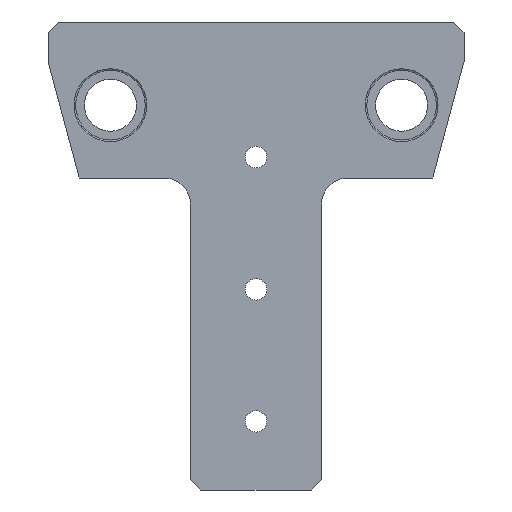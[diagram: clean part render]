
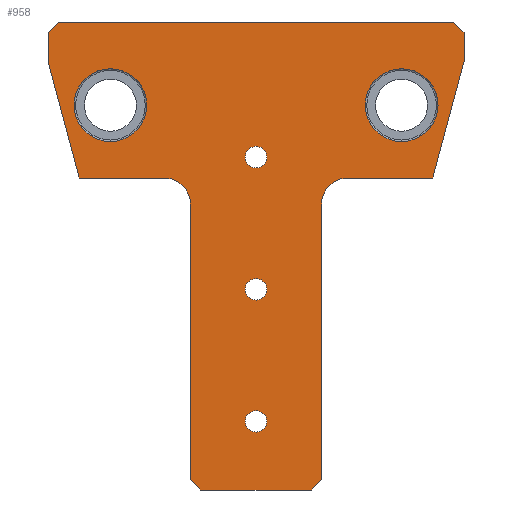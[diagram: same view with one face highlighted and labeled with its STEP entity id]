
A CAD part, front view. The second image highlights one B-rep face of the part: STEP entity #958.
In plain terms, the highlighted planar face has unit normal (0, -1, 0).
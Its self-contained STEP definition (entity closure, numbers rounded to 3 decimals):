
#29=CIRCLE('',#1005,7.);
#30=CIRCLE('',#1006,7.);
#31=CIRCLE('',#1007,2.067);
#32=CIRCLE('',#1008,2.067);
#33=CIRCLE('',#1009,2.067);
#34=CIRCLE('',#1010,5.);
#35=CIRCLE('',#1011,5.);
#103=ORIENTED_EDGE('',*,*,#269,.T.);
#104=ORIENTED_EDGE('',*,*,#270,.T.);
#105=ORIENTED_EDGE('',*,*,#271,.T.);
#106=ORIENTED_EDGE('',*,*,#272,.T.);
#107=ORIENTED_EDGE('',*,*,#273,.T.);
#108=ORIENTED_EDGE('',*,*,#259,.F.);
#109=ORIENTED_EDGE('',*,*,#274,.T.);
#110=ORIENTED_EDGE('',*,*,#254,.F.);
#111=ORIENTED_EDGE('',*,*,#252,.F.);
#112=ORIENTED_EDGE('',*,*,#249,.F.);
#113=ORIENTED_EDGE('',*,*,#275,.T.);
#114=ORIENTED_EDGE('',*,*,#243,.F.);
#115=ORIENTED_EDGE('',*,*,#276,.T.);
#116=ORIENTED_EDGE('',*,*,#237,.F.);
#117=ORIENTED_EDGE('',*,*,#277,.T.);
#118=ORIENTED_EDGE('',*,*,#231,.F.);
#119=ORIENTED_EDGE('',*,*,#278,.T.);
#120=ORIENTED_EDGE('',*,*,#227,.F.);
#121=ORIENTED_EDGE('',*,*,#268,.F.);
#122=ORIENTED_EDGE('',*,*,#265,.F.);
#123=ORIENTED_EDGE('',*,*,#279,.T.);
#227=EDGE_CURVE('',#313,#314,#377,.T.);
#231=EDGE_CURVE('',#317,#318,#381,.T.);
#237=EDGE_CURVE('',#323,#324,#387,.T.);
#243=EDGE_CURVE('',#329,#330,#393,.T.);
#249=EDGE_CURVE('',#335,#336,#399,.T.);
#252=EDGE_CURVE('',#336,#338,#402,.T.);
#254=EDGE_CURVE('',#338,#339,#404,.T.);
#259=EDGE_CURVE('',#342,#343,#409,.T.);
#265=EDGE_CURVE('',#347,#348,#415,.T.);
#268=EDGE_CURVE('',#348,#313,#418,.T.);
#269=EDGE_CURVE('',#349,#349,#29,.T.);
#270=EDGE_CURVE('',#350,#350,#30,.T.);
#271=EDGE_CURVE('',#351,#351,#31,.T.);
#272=EDGE_CURVE('',#352,#352,#32,.T.);
#273=EDGE_CURVE('',#353,#353,#33,.T.);
#274=EDGE_CURVE('',#342,#339,#419,.F.);
#275=EDGE_CURVE('',#335,#330,#34,.F.);
#276=EDGE_CURVE('',#329,#324,#420,.F.);
#277=EDGE_CURVE('',#323,#318,#421,.F.);
#278=EDGE_CURVE('',#317,#314,#35,.F.);
#279=EDGE_CURVE('',#347,#343,#422,.F.);
#313=VERTEX_POINT('',#1263);
#314=VERTEX_POINT('',#1264);
#317=VERTEX_POINT('',#1272);
#318=VERTEX_POINT('',#1273);
#323=VERTEX_POINT('',#1285);
#324=VERTEX_POINT('',#1286);
#329=VERTEX_POINT('',#1297);
#330=VERTEX_POINT('',#1299);
#335=VERTEX_POINT('',#1310);
#336=VERTEX_POINT('',#1312);
#338=VERTEX_POINT('',#1318);
#339=VERTEX_POINT('',#1322);
#342=VERTEX_POINT('',#1330);
#343=VERTEX_POINT('',#1332);
#347=VERTEX_POINT('',#1342);
#348=VERTEX_POINT('',#1344);
#349=VERTEX_POINT('',#1351);
#350=VERTEX_POINT('',#1353);
#351=VERTEX_POINT('',#1355);
#352=VERTEX_POINT('',#1357);
#353=VERTEX_POINT('',#1359);
#377=LINE('',#1262,#437);
#381=LINE('',#1271,#441);
#387=LINE('',#1284,#447);
#393=LINE('',#1298,#453);
#399=LINE('',#1311,#459);
#402=LINE('',#1317,#462);
#404=LINE('',#1321,#464);
#409=LINE('',#1331,#469);
#415=LINE('',#1343,#475);
#418=LINE('',#1348,#478);
#419=LINE('',#1360,#479);
#420=LINE('',#1362,#480);
#421=LINE('',#1363,#481);
#422=LINE('',#1365,#482);
#437=VECTOR('',#1066,1000.);
#441=VECTOR('',#1072,1000.);
#447=VECTOR('',#1080,1000.);
#453=VECTOR('',#1088,1000.);
#459=VECTOR('',#1096,1000.);
#462=VECTOR('',#1101,1000.);
#464=VECTOR('',#1105,1000.);
#469=VECTOR('',#1112,1000.);
#475=VECTOR('',#1120,1000.);
#478=VECTOR('',#1125,1000.);
#479=VECTOR('',#1138,1000.);
#480=VECTOR('',#1141,1000.);
#481=VECTOR('',#1142,1000.);
#482=VECTOR('',#1145,1000.);
#507=EDGE_LOOP('',(#103));
#508=EDGE_LOOP('',(#104));
#509=EDGE_LOOP('',(#105));
#510=EDGE_LOOP('',(#106));
#511=EDGE_LOOP('',(#107));
#512=EDGE_LOOP('',(#108,#109,#110,#111,#112,#113,#114,#115,#116,#117,#118,
#119,#120,#121,#122,#123));
#575=FACE_BOUND('',#507,.T.);
#576=FACE_BOUND('',#508,.T.);
#577=FACE_BOUND('',#509,.T.);
#578=FACE_BOUND('',#510,.T.);
#579=FACE_BOUND('',#511,.T.);
#580=FACE_BOUND('',#512,.T.);
#643=PLANE('',#1004);
#958=ADVANCED_FACE('',(#575,#576,#577,#578,#579,#580),#643,.T.);
#1004=AXIS2_PLACEMENT_3D('',#1349,#1126,#1127);
#1005=AXIS2_PLACEMENT_3D('',#1350,#1128,#1129);
#1006=AXIS2_PLACEMENT_3D('',#1352,#1130,#1131);
#1007=AXIS2_PLACEMENT_3D('',#1354,#1132,#1133);
#1008=AXIS2_PLACEMENT_3D('',#1356,#1134,#1135);
#1009=AXIS2_PLACEMENT_3D('',#1358,#1136,#1137);
#1010=AXIS2_PLACEMENT_3D('',#1361,#1139,#1140);
#1011=AXIS2_PLACEMENT_3D('',#1364,#1143,#1144);
#1066=DIRECTION('',(-1.,0.,0.));
#1072=DIRECTION('',(0.,0.,-1.));
#1080=DIRECTION('',(-1.,0.,0.));
#1088=DIRECTION('',(0.,0.,1.));
#1096=DIRECTION('',(-1.,0.,0.));
#1101=DIRECTION('',(-0.259,0.,0.966));
#1105=DIRECTION('',(0.,0.,1.));
#1112=DIRECTION('',(1.,0.,0.));
#1120=DIRECTION('',(0.,0.,-1.));
#1125=DIRECTION('',(-0.259,0.,-0.966));
#1126=DIRECTION('',(0.,-1.,0.));
#1127=DIRECTION('',(0.,0.,-1.));
#1128=DIRECTION('',(0.,1.,0.));
#1129=DIRECTION('',(-1.,0.,0.));
#1130=DIRECTION('',(0.,1.,0.));
#1131=DIRECTION('',(1.,0.,0.));
#1132=DIRECTION('',(0.,1.,0.));
#1133=DIRECTION('',(0.,0.,-1.));
#1134=DIRECTION('',(0.,1.,0.));
#1135=DIRECTION('',(0.,0.,-1.));
#1136=DIRECTION('',(0.,1.,0.));
#1137=DIRECTION('',(0.,0.,-1.));
#1138=DIRECTION('',(0.707,0.,0.707));
#1139=DIRECTION('',(0.,-1.,0.));
#1140=DIRECTION('',(0.,0.,-1.));
#1141=DIRECTION('',(-0.707,0.,0.707));
#1142=DIRECTION('',(-0.707,0.,-0.707));
#1143=DIRECTION('',(0.,-1.,0.));
#1144=DIRECTION('',(0.,0.,-1.));
#1145=DIRECTION('',(0.707,0.,-0.707));
#1262=CARTESIAN_POINT('',(34.,-15.,-14.));
#1263=CARTESIAN_POINT('',(34.,-15.,-14.));
#1264=CARTESIAN_POINT('',(17.6,-15.,-14.));
#1271=CARTESIAN_POINT('',(12.6,-15.,-14.));
#1272=CARTESIAN_POINT('',(12.6,-15.,-19.));
#1273=CARTESIAN_POINT('',(12.6,-15.,-72.));
#1284=CARTESIAN_POINT('',(-12.6,-15.,-74.));
#1285=CARTESIAN_POINT('',(10.6,-15.,-74.));
#1286=CARTESIAN_POINT('',(-10.6,-15.,-74.));
#1297=CARTESIAN_POINT('',(-12.6,-15.,-72.));
#1298=CARTESIAN_POINT('',(-12.6,-15.,-14.));
#1299=CARTESIAN_POINT('',(-12.6,-15.,-19.));
#1310=CARTESIAN_POINT('',(-17.6,-15.,-14.));
#1311=CARTESIAN_POINT('',(-34.,-15.,-14.));
#1312=CARTESIAN_POINT('',(-34.,-15.,-14.));
#1317=CARTESIAN_POINT('',(-40.,-15.,8.392));
#1318=CARTESIAN_POINT('',(-40.,-15.,8.392));
#1321=CARTESIAN_POINT('',(-40.,-15.,16.));
#1322=CARTESIAN_POINT('',(-40.,-15.,14.));
#1330=CARTESIAN_POINT('',(-38.,-15.,16.));
#1331=CARTESIAN_POINT('',(40.,-15.,16.));
#1332=CARTESIAN_POINT('',(38.,-15.,16.));
#1342=CARTESIAN_POINT('',(40.,-15.,14.));
#1343=CARTESIAN_POINT('',(40.,-15.,8.392));
#1344=CARTESIAN_POINT('',(40.,-15.,8.392));
#1348=CARTESIAN_POINT('',(40.,-15.,8.392));
#1349=CARTESIAN_POINT('',(0.,-15.,0.));
#1350=CARTESIAN_POINT('',(-28.,-15.,0.));
#1351=CARTESIAN_POINT('',(-35.,-15.,0.));
#1352=CARTESIAN_POINT('',(28.,-15.,0.));
#1353=CARTESIAN_POINT('',(35.,-15.,0.));
#1354=CARTESIAN_POINT('',(0.,-15.,-60.8));
#1355=CARTESIAN_POINT('',(0.,-15.,-62.867));
#1356=CARTESIAN_POINT('',(0.,-15.,-35.4));
#1357=CARTESIAN_POINT('',(0.,-15.,-37.467));
#1358=CARTESIAN_POINT('',(0.,-15.,-10.));
#1359=CARTESIAN_POINT('',(0.,-15.,-12.067));
#1360=CARTESIAN_POINT('',(-27.,-15.,27.));
#1361=CARTESIAN_POINT('',(-17.6,-15.,-19.));
#1362=CARTESIAN_POINT('',(-42.3,-15.,-42.3));
#1363=CARTESIAN_POINT('',(42.3,-15.,-42.3));
#1364=CARTESIAN_POINT('',(17.6,-15.,-19.));
#1365=CARTESIAN_POINT('',(27.,-15.,27.));
